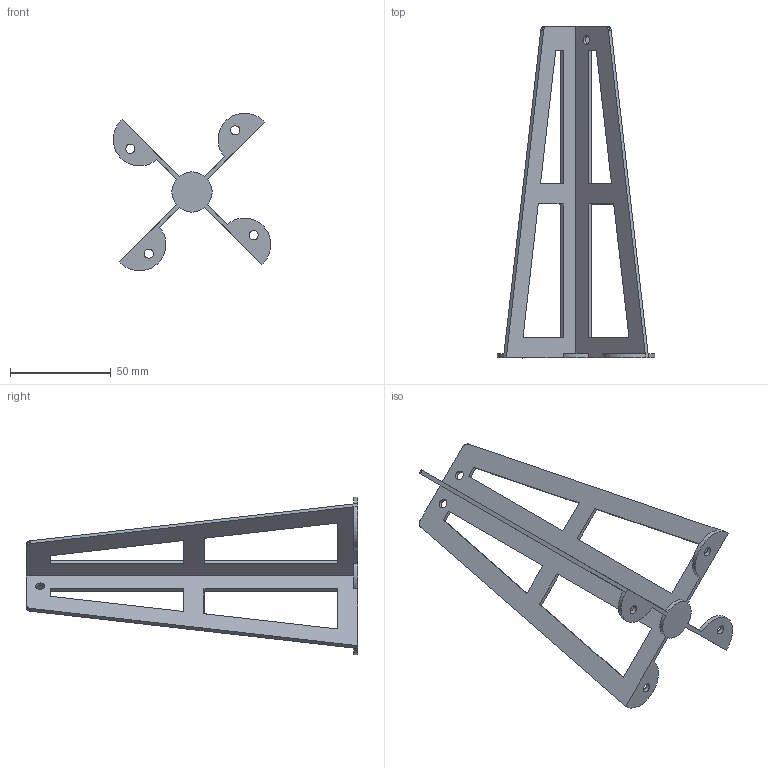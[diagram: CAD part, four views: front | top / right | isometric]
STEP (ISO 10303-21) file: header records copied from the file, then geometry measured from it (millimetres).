
FILE_DESCRIPTION(/* description */ (''),/* implementation_level */ '2;1');
FILE_NAME(/* name */ '510fa755-4949-4ca7-8f3c-94357c77c5d4.stp',/* time_stamp */ '2015-10-06T16:36:44-05:00',/* author */ (''),/* organization */ (''),/* preprocessor_version */ 'ST-DEVELOPER v16.1',/* originating_system */ 'Autodesk Translation Framework v4.1.0.1560',/* authorisation */ '');
FILE_SCHEMA (('AUTOMOTIVE_DESIGN { 1 0 10303 214 3 1 1 }'));
Length unit declared in the file: centimetre
Products named in the file (1): stand-bottom
Bounding box: 78.37 x 165 x 78.37 mm (x, y, z)
Volume: 32216.5 mm3; surface area: 36385 mm2
Topology: 1 solids, 1 shells, 94 faces, 260 edges, 168 vertices
Faces by surface type: plane 70, cylinder 14, torus 10
Full cylindrical faces by diameter (mm): 4.46 x6
Entity records: 3074 total; most frequent: CARTESIAN_POINT 589, ORIENTED_EDGE 508, DIRECTION 488, EDGE_CURVE 254, LINE 194, VECTOR 194, VERTEX_POINT 168, AXIS2_PLACEMENT_3D 147
